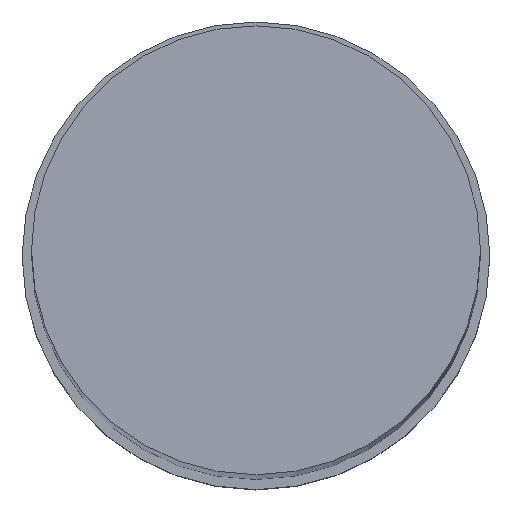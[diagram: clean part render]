
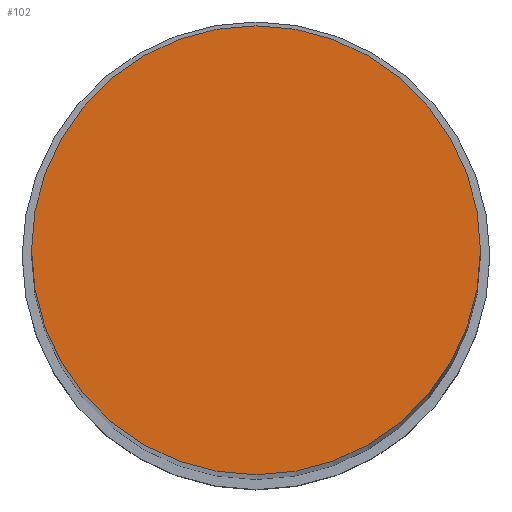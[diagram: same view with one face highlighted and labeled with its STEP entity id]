
A CAD part, top view. The second image highlights one B-rep face of the part: STEP entity #102.
In plain terms, the highlighted planar face has unit normal (0, 0, 1).
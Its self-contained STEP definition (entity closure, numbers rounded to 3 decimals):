
#73=EDGE_CURVE('240[2]',#161,#161,#162,.T.);
#102=ADVANCED_FACE('240[2]',(#206),#207,.T.);
#161=VERTEX_POINT('',#270);
#162=CIRCLE('',#271,12.0);
#206=FACE_OUTER_BOUND('',#326,.T.);
#207=PLANE('',#327);
#270=CARTESIAN_POINT('',(0.,-12.0,0.));
#271=AXIS2_PLACEMENT_3D('',#379,#380,#381);
#326=EDGE_LOOP('',(#430));
#327=AXIS2_PLACEMENT_3D('',#431,#432,#433);
#379=CARTESIAN_POINT('',(0.0,0.0,0.0));
#380=DIRECTION('',(0.,0.,1.0));
#381=DIRECTION('',(0.,-1.0,0.));
#430=ORIENTED_EDGE('',*,*,#73,.T.);
#431=CARTESIAN_POINT('',(0.,-6.0,0.));
#432=DIRECTION('',(0.,0.,1.0));
#433=DIRECTION('',(0.,-1.0,0.));
